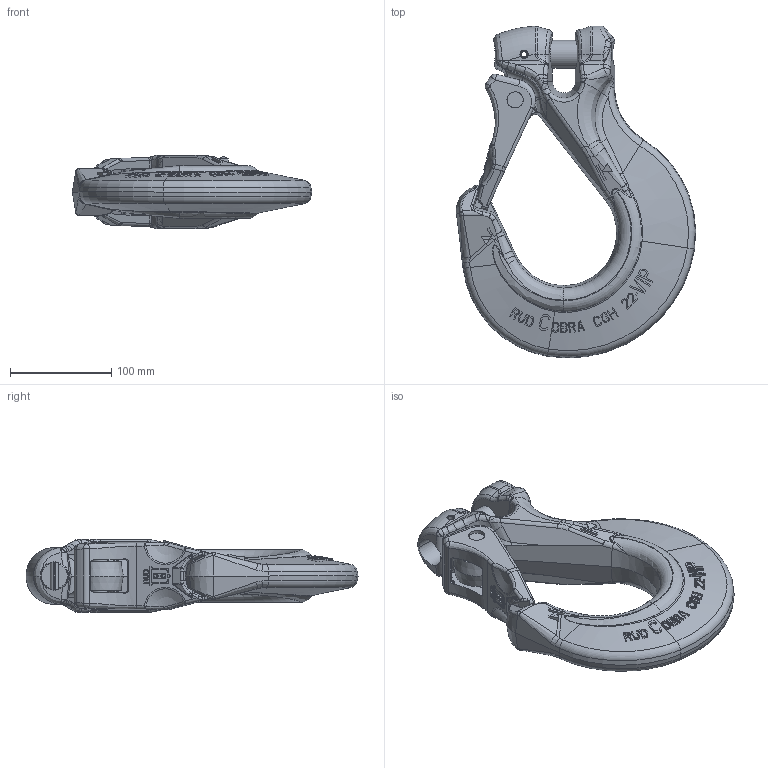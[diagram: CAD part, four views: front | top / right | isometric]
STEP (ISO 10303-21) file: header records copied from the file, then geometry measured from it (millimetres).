
FILE_DESCRIPTION((''),'2;1');
FILE_NAME('001-M31665-P-4_ASM','2004-10-20T',('Haas'),(''),'PRO/ENGINEER BY PARAMETRIC TECHNOLOGY CORPORATION, 2003450','PRO/ENGINEER BY PARAMETRIC TECHNOLOGY CORPORATION, 2003450','');
FILE_SCHEMA(('CONFIG_CONTROL_DESIGN'));
Length unit declared in the file: millimetre
Products named in the file (5): 001-M31665-P-4; 001-M31047-V08; 001-M31048-V47; 001-M22202-P11; 001-M31665-P-4_ASM
Assembly tree (4 placements, depth 2):
  001-M31665-P-4_ASM
    001-M31665-P-4
    001-M31047-V08
    001-M31048-V47
    001-M22202-P11
Bounding box: 235.96 x 327.2 x 72 mm (x, y, z)
Volume: 1504655 mm3; surface area: 170855.7 mm2
Topology: 4 solids, 4 shells, 1238 faces, 3221 edges, 2021 vertices
Faces by surface type: plane 688, bspline 264, cylinder 166, cone 70, torus 34, sphere 16
Entity records: 55050 total; most frequent: CARTESIAN_POINT 28372, ORIENTED_EDGE 6442, DIRECTION 4161, EDGE_CURVE 3221, VERTEX_POINT 2021, B_SPLINE_CURVE_WITH_KNOTS 1501, AXIS2_PLACEMENT_3D 1458, EDGE_LOOP 1282
